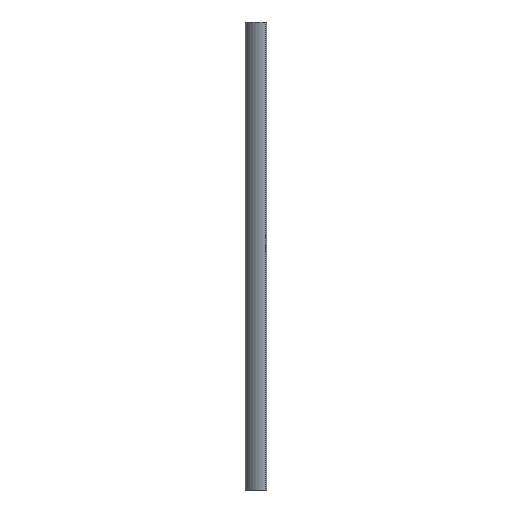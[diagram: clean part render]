
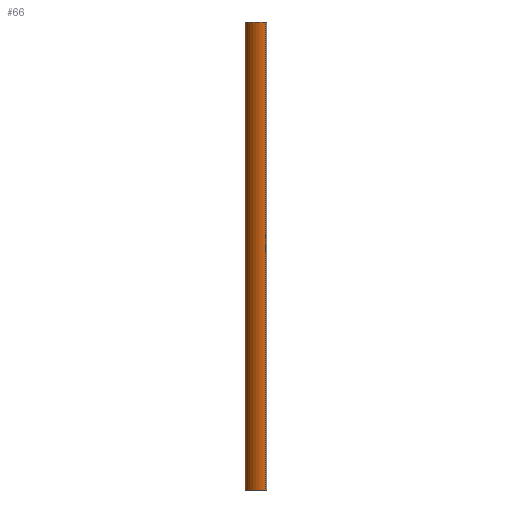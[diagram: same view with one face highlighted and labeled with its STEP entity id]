
A CAD part, left-side view. The second image highlights one B-rep face of the part: STEP entity #66.
In plain terms, the highlighted cylindrical face has radius 45.047 mm (diameter 90.093 mm), a partial arc.
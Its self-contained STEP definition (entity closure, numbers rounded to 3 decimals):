
#66 = ADVANCED_FACE ( 'NONE', ( #2926 ), #4756, .T. ) ;
#153 = DIRECTION ( 'NONE',  ( 0., 0., 1. ) ) ;
#218 = AXIS2_PLACEMENT_3D ( 'NONE', #2925, #5264, #2988 ) ;
#462 = CARTESIAN_POINT ( 'NONE',  ( 20.407, 22.498, -1000. ) ) ;
#486 = CARTESIAN_POINT ( 'NONE',  ( -22.498, -20.407, 0. ) ) ;
#490 = DIRECTION ( 'NONE',  ( 0., 0., 1. ) ) ;
#572 = ORIENTED_EDGE ( 'NONE', *, *, #4049, .T. ) ;
#692 = CARTESIAN_POINT ( 'NONE',  ( -22.498, -20.407, -1000. ) ) ;
#729 = CARTESIAN_POINT ( 'NONE',  ( -22.498, -20.407, -1000. ) ) ;
#1066 = DIRECTION ( 'NONE',  ( 0., 0., 1. ) ) ;
#1088 = ORIENTED_EDGE ( 'NONE', *, *, #4969, .T. ) ;
#1098 = CARTESIAN_POINT ( 'NONE',  ( 22.5, -22.5, 0. ) ) ;
#1125 = DIRECTION ( 'NONE',  ( 1., 0., 0. ) ) ;
#1391 = VERTEX_POINT ( 'NONE', #3999 ) ;
#1714 = AXIS2_PLACEMENT_3D ( 'NONE', #4301, #1066, #2507 ) ;
#1962 = EDGE_LOOP ( 'NONE', ( #3657, #4711, #1088, #572 ) ) ;
#2022 = VERTEX_POINT ( 'NONE', #486 ) ;
#2101 = DIRECTION ( 'NONE',  ( 0., 0., 1. ) ) ;
#2236 = LINE ( 'NONE', #462, #5646 ) ;
#2507 = DIRECTION ( 'NONE',  ( 1., 0., 0. ) ) ;
#2895 = VECTOR ( 'NONE', #2101, 1000. ) ;
#2925 = CARTESIAN_POINT ( 'NONE',  ( 22.5, -22.5, -1000. ) ) ;
#2926 = FACE_OUTER_BOUND ( 'NONE', #1962, .T. ) ;
#2988 = DIRECTION ( 'NONE',  ( 1., 0., 0. ) ) ;
#3031 = CARTESIAN_POINT ( 'NONE',  ( 20.407, 22.498, 0. ) ) ;
#3058 = LINE ( 'NONE', #692, #2895 ) ;
#3439 = CIRCLE ( 'NONE', #5633, 45.046 ) ;
#3657 = ORIENTED_EDGE ( 'NONE', *, *, #4502, .F. ) ;
#3999 = CARTESIAN_POINT ( 'NONE',  ( 20.407, 22.498, -1000. ) ) ;
#4049 = EDGE_CURVE ( 'NONE', #5596, #2022, #3058, .T. ) ;
#4087 = VERTEX_POINT ( 'NONE', #3031 ) ;
#4301 = CARTESIAN_POINT ( 'NONE',  ( 22.5, -22.5, -1000. ) ) ;
#4502 = EDGE_CURVE ( 'NONE', #4087, #2022, #3439, .T. ) ;
#4711 = ORIENTED_EDGE ( 'NONE', *, *, #5709, .F. ) ;
#4756 = CYLINDRICAL_SURFACE ( 'NONE', #1714, 45.046 ) ;
#4969 = EDGE_CURVE ( 'NONE', #1391, #5596, #5773, .T. ) ;
#5264 = DIRECTION ( 'NONE',  ( 0., 0., 1. ) ) ;
#5596 = VERTEX_POINT ( 'NONE', #729 ) ;
#5633 = AXIS2_PLACEMENT_3D ( 'NONE', #1098, #153, #1125 ) ;
#5646 = VECTOR ( 'NONE', #490, 1000. ) ;
#5709 = EDGE_CURVE ( 'NONE', #1391, #4087, #2236, .T. ) ;
#5773 = CIRCLE ( 'NONE', #218, 45.046 ) ;
